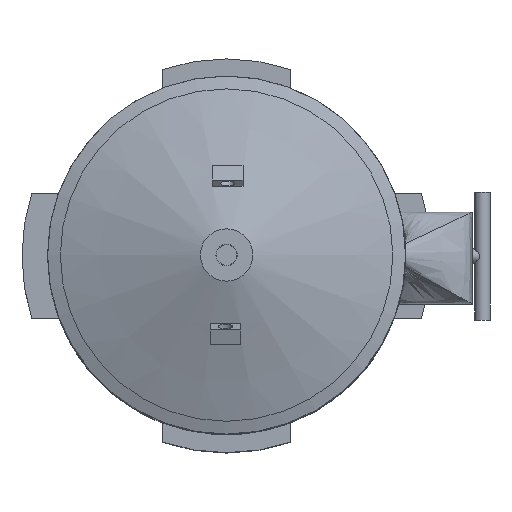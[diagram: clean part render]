
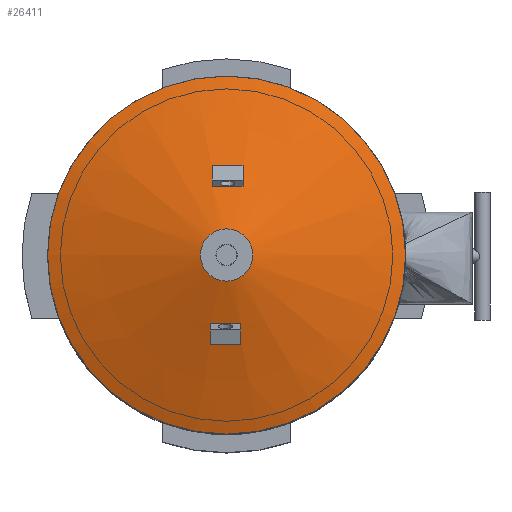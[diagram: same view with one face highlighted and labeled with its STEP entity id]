
A CAD part, top view. The second image highlights one B-rep face of the part: STEP entity #26411.
In plain terms, the highlighted conical face has half-angle 71.5 degrees and reference radius 70 mm.
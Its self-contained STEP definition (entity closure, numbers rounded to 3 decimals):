
#565=(
BOUNDED_CURVE()
B_SPLINE_CURVE(2,(#38236,#38237,#38238),.UNSPECIFIED.,.F.,.F.)
B_SPLINE_CURVE_WITH_KNOTS((3,3),(0.163,0.553),
 .UNSPECIFIED.)
CURVE()
GEOMETRIC_REPRESENTATION_ITEM()
RATIONAL_B_SPLINE_CURVE((1.025,1.053,1.073))
REPRESENTATION_ITEM('')
);
#566=(
BOUNDED_CURVE()
B_SPLINE_CURVE(2,(#38240,#38241,#38242),.UNSPECIFIED.,.F.,.F.)
B_SPLINE_CURVE_WITH_KNOTS((3,3),(0.902,2.149),
 .UNSPECIFIED.)
CURVE()
GEOMETRIC_REPRESENTATION_ITEM()
RATIONAL_B_SPLINE_CURVE((1.035,1.05,1.037))
REPRESENTATION_ITEM('')
);
#567=(
BOUNDED_CURVE()
B_SPLINE_CURVE(2,(#38244,#38245,#38246),.UNSPECIFIED.,.F.,.F.)
B_SPLINE_CURVE_WITH_KNOTS((3,3),(2.321,2.706),
 .UNSPECIFIED.)
CURVE()
GEOMETRIC_REPRESENTATION_ITEM()
RATIONAL_B_SPLINE_CURVE((1.074,1.054,1.025))
REPRESENTATION_ITEM('')
);
#568=(
BOUNDED_CURVE()
B_SPLINE_CURVE(2,(#38247,#38248,#38249),.UNSPECIFIED.,.F.,.F.)
B_SPLINE_CURVE_WITH_KNOTS((3,3),(0.745,1.99),
 .UNSPECIFIED.)
CURVE()
GEOMETRIC_REPRESENTATION_ITEM()
RATIONAL_B_SPLINE_CURVE((1.036,1.055,1.034))
REPRESENTATION_ITEM('')
);
#569=(
BOUNDED_CURVE()
B_SPLINE_CURVE(2,(#38252,#38253,#38254),.UNSPECIFIED.,.F.,.F.)
B_SPLINE_CURVE_WITH_KNOTS((3,3),(0.163,0.553),
 .UNSPECIFIED.)
CURVE()
GEOMETRIC_REPRESENTATION_ITEM()
RATIONAL_B_SPLINE_CURVE((1.025,1.053,1.073))
REPRESENTATION_ITEM('')
);
#570=(
BOUNDED_CURVE()
B_SPLINE_CURVE(2,(#38256,#38257,#38258),.UNSPECIFIED.,.F.,.F.)
B_SPLINE_CURVE_WITH_KNOTS((3,3),(0.902,2.149),
 .UNSPECIFIED.)
CURVE()
GEOMETRIC_REPRESENTATION_ITEM()
RATIONAL_B_SPLINE_CURVE((1.035,1.05,1.037))
REPRESENTATION_ITEM('')
);
#571=(
BOUNDED_CURVE()
B_SPLINE_CURVE(2,(#38260,#38261,#38262),.UNSPECIFIED.,.F.,.F.)
B_SPLINE_CURVE_WITH_KNOTS((3,3),(2.321,2.706),
 .UNSPECIFIED.)
CURVE()
GEOMETRIC_REPRESENTATION_ITEM()
RATIONAL_B_SPLINE_CURVE((1.074,1.054,1.025))
REPRESENTATION_ITEM('')
);
#572=(
BOUNDED_CURVE()
B_SPLINE_CURVE(2,(#38263,#38264,#38265),.UNSPECIFIED.,.F.,.F.)
B_SPLINE_CURVE_WITH_KNOTS((3,3),(0.745,1.99),
 .UNSPECIFIED.)
CURVE()
GEOMETRIC_REPRESENTATION_ITEM()
RATIONAL_B_SPLINE_CURVE((1.036,1.055,1.034))
REPRESENTATION_ITEM('')
);
#599=FACE_BOUND('',#4299,.T.);
#600=FACE_BOUND('',#4300,.T.);
#671=CONICAL_SURFACE('',#28077,70.,1.248);
#685=CIRCLE('',#27660,10.226);
#691=CIRCLE('',#27669,70.);
#2869=FACE_OUTER_BOUND('',#4298,.T.);
#4298=EDGE_LOOP('',(#19084,#19085,#19086,#19087));
#4299=EDGE_LOOP('',(#19088,#19089,#19090,#19091));
#4300=EDGE_LOOP('',(#19092,#19093,#19094,#19095));
#6002=LINE('',#38233,#8726);
#8726=VECTOR('',#31143,70.);
#11045=VERTEX_POINT('',#37003);
#11050=VERTEX_POINT('',#37017);
#11454=VERTEX_POINT('',#38234);
#11455=VERTEX_POINT('',#38235);
#11456=VERTEX_POINT('',#38239);
#11457=VERTEX_POINT('',#38243);
#11458=VERTEX_POINT('',#38250);
#11459=VERTEX_POINT('',#38251);
#11460=VERTEX_POINT('',#38255);
#11461=VERTEX_POINT('',#38259);
#13756=EDGE_CURVE('',#11045,#11045,#685,.T.);
#13762=EDGE_CURVE('',#11050,#11050,#691,.T.);
#14369=EDGE_CURVE('',#11045,#11050,#6002,.T.);
#14370=EDGE_CURVE('',#11454,#11455,#565,.T.);
#14371=EDGE_CURVE('',#11456,#11454,#566,.T.);
#14372=EDGE_CURVE('',#11457,#11456,#567,.T.);
#14373=EDGE_CURVE('',#11455,#11457,#568,.T.);
#14374=EDGE_CURVE('',#11458,#11459,#569,.T.);
#14375=EDGE_CURVE('',#11460,#11458,#570,.T.);
#14376=EDGE_CURVE('',#11461,#11460,#571,.T.);
#14377=EDGE_CURVE('',#11459,#11461,#572,.T.);
#19084=ORIENTED_EDGE('',*,*,#13756,.T.);
#19085=ORIENTED_EDGE('',*,*,#14369,.T.);
#19086=ORIENTED_EDGE('',*,*,#13762,.T.);
#19087=ORIENTED_EDGE('',*,*,#14369,.F.);
#19088=ORIENTED_EDGE('',*,*,#14370,.F.);
#19089=ORIENTED_EDGE('',*,*,#14371,.F.);
#19090=ORIENTED_EDGE('',*,*,#14372,.F.);
#19091=ORIENTED_EDGE('',*,*,#14373,.F.);
#19092=ORIENTED_EDGE('',*,*,#14374,.F.);
#19093=ORIENTED_EDGE('',*,*,#14375,.F.);
#19094=ORIENTED_EDGE('',*,*,#14376,.F.);
#19095=ORIENTED_EDGE('',*,*,#14377,.F.);
#26411=ADVANCED_FACE('',(#2869,#599,#600),#671,.T.);
#27660=AXIS2_PLACEMENT_3D('',#37004,#29904,#29905);
#27669=AXIS2_PLACEMENT_3D('',#37018,#29922,#29923);
#28077=AXIS2_PLACEMENT_3D('',#38232,#31141,#31142);
#29904=DIRECTION('center_axis',(0.,0.,-1.));
#29905=DIRECTION('ref_axis',(1.,0.,0.));
#29922=DIRECTION('center_axis',(0.,0.,1.));
#29923=DIRECTION('ref_axis',(1.,0.,0.));
#31141=DIRECTION('center_axis',(0.,0.,-1.));
#31142=DIRECTION('ref_axis',(1.,0.,0.));
#31143=DIRECTION('',(-0.948,0.,-0.317));
#37003=CARTESIAN_POINT('',(-10.226,0.,95.6));
#37004=CARTESIAN_POINT('Origin',(0.,0.,95.6));
#37017=CARTESIAN_POINT('',(-70.,0.,75.6));
#37018=CARTESIAN_POINT('Origin',(0.,0.,75.6));
#38232=CARTESIAN_POINT('Origin',(0.,0.,75.6));
#38233=CARTESIAN_POINT('',(-70.,0.,75.6));
#38234=CARTESIAN_POINT('',(5.579,-32.563,87.967));
#38235=CARTESIAN_POINT('',(5.579,-26.861,89.842));
#38236=CARTESIAN_POINT('Ctrl Pts',(5.579,-32.563,87.967));
#38237=CARTESIAN_POINT('Ctrl Pts',(5.579,-29.448,88.995));
#38238=CARTESIAN_POINT('Ctrl Pts',(5.579,-26.861,89.842));
#38239=CARTESIAN_POINT('',(-6.421,-32.547,87.922));
#38240=CARTESIAN_POINT('Ctrl Pts',(-6.421,-32.547,
87.922));
#38241=CARTESIAN_POINT('Ctrl Pts',(-0.41,-32.673,
88.269));
#38242=CARTESIAN_POINT('Ctrl Pts',(5.579,-32.563,87.967));
#38243=CARTESIAN_POINT('',(-6.421,-26.841,89.787));
#38244=CARTESIAN_POINT('Ctrl Pts',(-6.421,-26.841,
89.787));
#38245=CARTESIAN_POINT('Ctrl Pts',(-6.421,-29.432,
88.944));
#38246=CARTESIAN_POINT('Ctrl Pts',(-6.421,-32.547,
87.922));
#38247=CARTESIAN_POINT('Ctrl Pts',(5.579,-26.861,89.842));
#38248=CARTESIAN_POINT('Ctrl Pts',(-0.405,-26.993,
90.206));
#38249=CARTESIAN_POINT('Ctrl Pts',(-6.421,-26.841,
89.787));
#38250=CARTESIAN_POINT('',(-5.579,32.563,87.967));
#38251=CARTESIAN_POINT('',(-5.579,26.861,89.842));
#38252=CARTESIAN_POINT('Ctrl Pts',(-5.579,32.563,87.967));
#38253=CARTESIAN_POINT('Ctrl Pts',(-5.579,29.448,88.995));
#38254=CARTESIAN_POINT('Ctrl Pts',(-5.579,26.861,89.842));
#38255=CARTESIAN_POINT('',(6.421,32.547,87.922));
#38256=CARTESIAN_POINT('Ctrl Pts',(6.421,32.547,87.922));
#38257=CARTESIAN_POINT('Ctrl Pts',(0.41,32.673,88.269));
#38258=CARTESIAN_POINT('Ctrl Pts',(-5.579,32.563,87.967));
#38259=CARTESIAN_POINT('',(6.421,26.841,89.787));
#38260=CARTESIAN_POINT('Ctrl Pts',(6.421,26.841,89.787));
#38261=CARTESIAN_POINT('Ctrl Pts',(6.421,29.432,88.944));
#38262=CARTESIAN_POINT('Ctrl Pts',(6.421,32.547,87.922));
#38263=CARTESIAN_POINT('Ctrl Pts',(-5.579,26.861,89.842));
#38264=CARTESIAN_POINT('Ctrl Pts',(0.405,26.993,90.206));
#38265=CARTESIAN_POINT('Ctrl Pts',(6.421,26.841,89.787));
